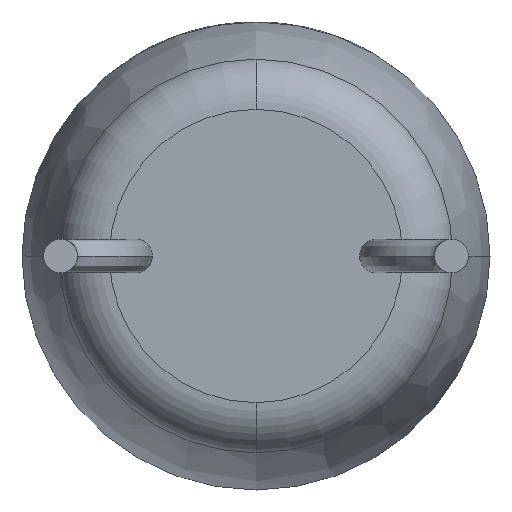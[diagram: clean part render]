
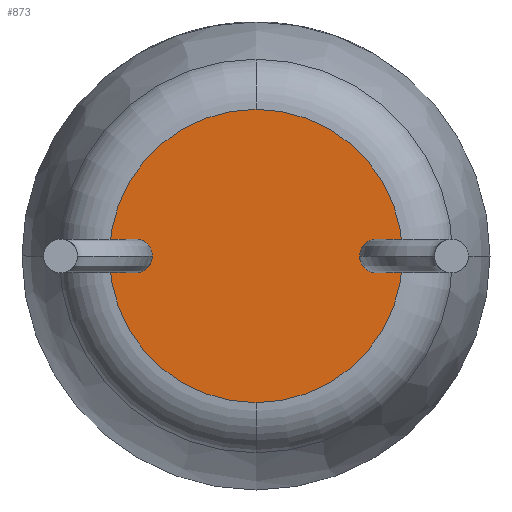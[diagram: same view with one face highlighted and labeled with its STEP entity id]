
A CAD part, front view. The second image highlights one B-rep face of the part: STEP entity #873.
In plain terms, the highlighted planar face has unit normal (0, -1, 0).
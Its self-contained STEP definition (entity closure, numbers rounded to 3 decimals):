
#9 = VERTEX_POINT ( 'NONE', #478 ) ;
#17 = VERTEX_POINT ( 'NONE', #4354 ) ;
#120 = CARTESIAN_POINT ( 'NONE',  ( 1.959, 0., 0. ) ) ;
#163 = CIRCLE ( 'NONE', #3409, 2.381 ) ;
#165 = CARTESIAN_POINT ( 'NONE',  ( -1.959, 0., -0.275 ) ) ;
#375 = CIRCLE ( 'NONE', #3932, 0.275 ) ;
#478 = CARTESIAN_POINT ( 'NONE',  ( 0., 0., 2.381 ) ) ;
#503 = CARTESIAN_POINT ( 'NONE',  ( 1.959, 0., -0.275 ) ) ;
#563 = DIRECTION ( 'NONE',  ( 0., 0., 1. ) ) ;
#733 = AXIS2_PLACEMENT_3D ( 'NONE', #1664, #1323, #1689 ) ;
#864 = FACE_BOUND ( 'NONE', #939, .T. ) ;
#873 = ADVANCED_FACE ( 'NONE', ( #4349, #1806, #864 ), #2723, .F. ) ;
#939 = EDGE_LOOP ( 'NONE', ( #3550, #2638 ) ) ;
#960 = CARTESIAN_POINT ( 'NONE',  ( -1.959, 0., 0. ) ) ;
#990 = EDGE_LOOP ( 'NONE', ( #4323, #2803 ) ) ;
#1205 = CARTESIAN_POINT ( 'NONE',  ( -1.959, 0., 0.275 ) ) ;
#1323 = DIRECTION ( 'NONE',  ( 0., 1., 0. ) ) ;
#1341 = CIRCLE ( 'NONE', #3735, 0.275 ) ;
#1345 = CIRCLE ( 'NONE', #3360, 0.275 ) ;
#1351 = CIRCLE ( 'NONE', #2931, 2.381 ) ;
#1417 = ORIENTED_EDGE ( 'NONE', *, *, #3092, .T. ) ;
#1543 = VERTEX_POINT ( 'NONE', #165 ) ;
#1664 = CARTESIAN_POINT ( 'NONE',  ( 0., 0., 0. ) ) ;
#1689 = DIRECTION ( 'NONE',  ( 0., 0., 1. ) ) ;
#1806 = FACE_OUTER_BOUND ( 'NONE', #990, .T. ) ;
#1926 = CARTESIAN_POINT ( 'NONE',  ( 0., 0., 0. ) ) ;
#1964 = CARTESIAN_POINT ( 'NONE',  ( -1.959, 0., 0. ) ) ;
#1971 = DIRECTION ( 'NONE',  ( 0., 0., 1. ) ) ;
#2182 = EDGE_CURVE ( 'NONE', #4429, #3046, #1341, .T. ) ;
#2276 = DIRECTION ( 'NONE',  ( 0., 0., -1. ) ) ;
#2293 = DIRECTION ( 'NONE',  ( 0., 1., 0. ) ) ;
#2307 = DIRECTION ( 'NONE',  ( 0., -1., 0. ) ) ;
#2420 = EDGE_CURVE ( 'NONE', #17, #9, #163, .T. ) ;
#2625 = DIRECTION ( 'NONE',  ( 0., 0., 1. ) ) ;
#2638 = ORIENTED_EDGE ( 'NONE', *, *, #4505, .F. ) ;
#2722 = CARTESIAN_POINT ( 'NONE',  ( 1.959, 0., 0.275 ) ) ;
#2723 = PLANE ( 'NONE',  #733 ) ;
#2752 = CARTESIAN_POINT ( 'NONE',  ( 1.959, 0., 0. ) ) ;
#2803 = ORIENTED_EDGE ( 'NONE', *, *, #4210, .T. ) ;
#2816 = AXIS2_PLACEMENT_3D ( 'NONE', #960, #3446, #563 ) ;
#2931 = AXIS2_PLACEMENT_3D ( 'NONE', #1926, #3026, #1971 ) ;
#3026 = DIRECTION ( 'NONE',  ( 0., -1., 0. ) ) ;
#3042 = ORIENTED_EDGE ( 'NONE', *, *, #2182, .T. ) ;
#3046 = VERTEX_POINT ( 'NONE', #503 ) ;
#3092 = EDGE_CURVE ( 'NONE', #3046, #4429, #375, .T. ) ;
#3254 = DIRECTION ( 'NONE',  ( 0., 0., 1. ) ) ;
#3272 = CARTESIAN_POINT ( 'NONE',  ( 0., 0., 0. ) ) ;
#3300 = DIRECTION ( 'NONE',  ( 0., -1., 0. ) ) ;
#3360 = AXIS2_PLACEMENT_3D ( 'NONE', #1964, #2307, #2625 ) ;
#3409 = AXIS2_PLACEMENT_3D ( 'NONE', #3272, #3300, #3254 ) ;
#3446 = DIRECTION ( 'NONE',  ( 0., -1., 0. ) ) ;
#3550 = ORIENTED_EDGE ( 'NONE', *, *, #4351, .F. ) ;
#3595 = VERTEX_POINT ( 'NONE', #1205 ) ;
#3625 = CIRCLE ( 'NONE', #2816, 0.275 ) ;
#3735 = AXIS2_PLACEMENT_3D ( 'NONE', #2752, #4175, #4148 ) ;
#3932 = AXIS2_PLACEMENT_3D ( 'NONE', #120, #2293, #2276 ) ;
#4130 = EDGE_LOOP ( 'NONE', ( #3042, #1417 ) ) ;
#4148 = DIRECTION ( 'NONE',  ( 0., 0., -1. ) ) ;
#4175 = DIRECTION ( 'NONE',  ( 0., 1., 0. ) ) ;
#4210 = EDGE_CURVE ( 'NONE', #9, #17, #1351, .T. ) ;
#4323 = ORIENTED_EDGE ( 'NONE', *, *, #2420, .T. ) ;
#4349 = FACE_BOUND ( 'NONE', #4130, .T. ) ;
#4351 = EDGE_CURVE ( 'NONE', #3595, #1543, #1345, .T. ) ;
#4354 = CARTESIAN_POINT ( 'NONE',  ( 0., 0., -2.381 ) ) ;
#4429 = VERTEX_POINT ( 'NONE', #2722 ) ;
#4505 = EDGE_CURVE ( 'NONE', #1543, #3595, #3625, .T. ) ;
